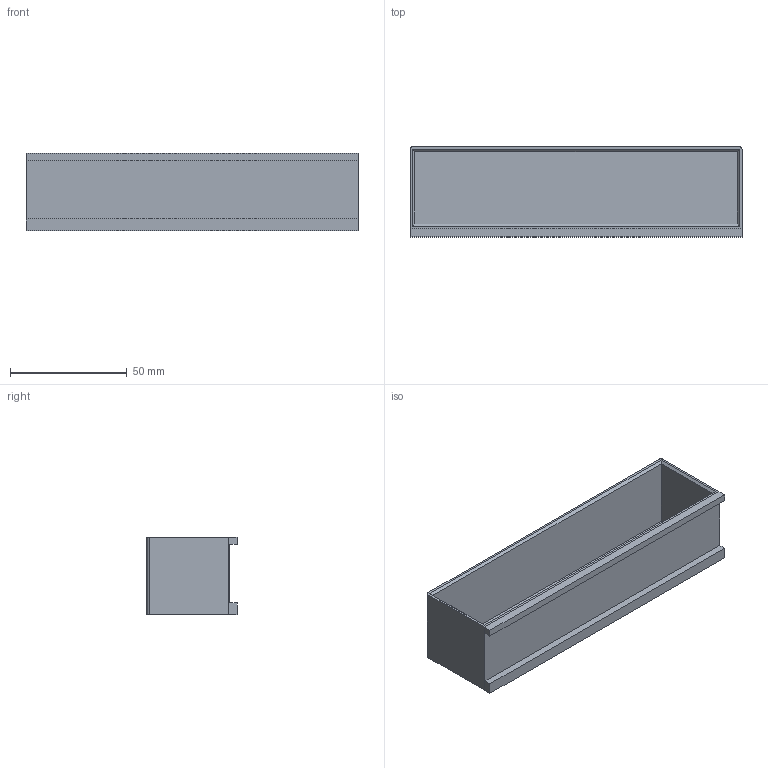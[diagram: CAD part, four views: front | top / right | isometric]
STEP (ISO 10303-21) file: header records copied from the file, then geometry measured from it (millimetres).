
FILE_DESCRIPTION(('HOOPS Exchange Step'),'2;1');
FILE_NAME('temp_export','2024-06-19T22:53:44+20:00',('vinesh'),('Shapr3D Limited'),'HOOPS Exchange 2024.2','Shapr3D','Authorized');
FILE_SCHEMA( ('AUTOMOTIVE_DESIGN { 1 0 10303 214 1 1 1 1 }') );
Length unit declared in the file: millimetre
Products named in the file (1): root
Bounding box: 142 x 38.5 x 33 mm (x, y, z)
Volume: 36958.5 mm3; surface area: 43173.5 mm2
Topology: 2 solids, 2 shells, 27 faces, 62 edges, 40 vertices
Faces by surface type: plane 25, cylinder 2
Entity records: 771 total; most frequent: CARTESIAN_POINT 130, ORIENTED_EDGE 124, DIRECTION 122, EDGE_CURVE 62, VECTOR 58, LINE 58, VERTEX_POINT 40, AXIS2_PLACEMENT_3D 32
